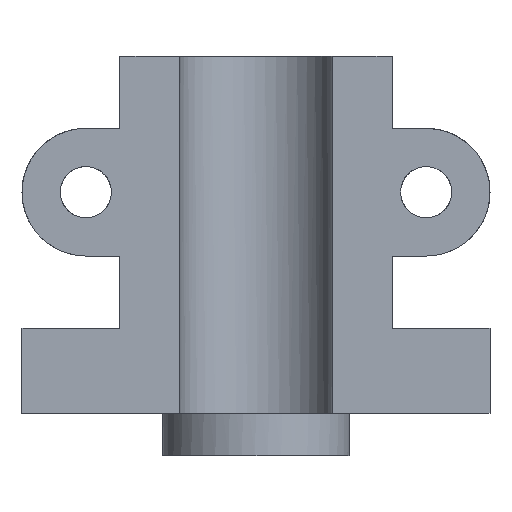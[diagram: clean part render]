
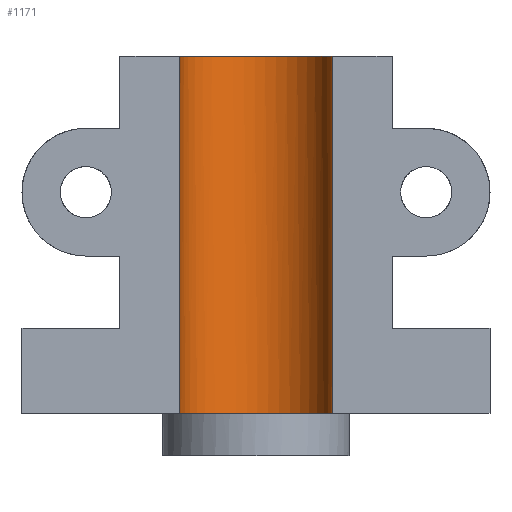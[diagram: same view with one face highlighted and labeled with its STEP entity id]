
A CAD part, front view. The second image highlights one B-rep face of the part: STEP entity #1171.
In plain terms, the highlighted free-form (B-spline) face has degree [2, 1] with [5, 2] control points.
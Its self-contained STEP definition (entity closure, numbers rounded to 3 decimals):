
#1171 = ADVANCED_FACE('',(#1172),#1208,.T.);
#1172 = FACE_BOUND('',#1173,.T.);
#1173 = EDGE_LOOP('',(#1174,#1183,#1193,#1200));
#1174 = ORIENTED_EDGE('',*,*,#1175,.F.);
#1175 = EDGE_CURVE('',#1176,#1178,#1180,.T.);
#1176 = VERTEX_POINT('',#1177);
#1177 = CARTESIAN_POINT('',(21.439,0.,
    0.));
#1178 = VERTEX_POINT('',#1179);
#1179 = CARTESIAN_POINT('',(21.439,0.,-100.048));
#1180 = B_SPLINE_CURVE_WITH_KNOTS('',1,(#1181,#1182),.UNSPECIFIED.,.F.,
  .F.,(2,2),(0.,84.),.PIECEWISE_BEZIER_KNOTS.);
#1181 = CARTESIAN_POINT('',(21.439,0.,0.));
#1182 = CARTESIAN_POINT('',(21.439,0.,-100.048));
#1183 = ORIENTED_EDGE('',*,*,#1184,.F.);
#1184 = EDGE_CURVE('',#1185,#1176,#1187,.T.);
#1185 = VERTEX_POINT('',#1186);
#1186 = CARTESIAN_POINT('',(-21.439,0.,
    0.));
#1187 = ( BOUNDED_CURVE() B_SPLINE_CURVE(2,(#1188,#1189,#1190,#1191,
#1192),.UNSPECIFIED.,.F.,.F.) B_SPLINE_CURVE_WITH_KNOTS((3,2,3),(0.,
1.571,3.142),.PIECEWISE_BEZIER_KNOTS.) CURVE() 
GEOMETRIC_REPRESENTATION_ITEM() RATIONAL_B_SPLINE_CURVE((1.,
0.707,1.,0.707,1.)) REPRESENTATION_ITEM('') );
#1188 = CARTESIAN_POINT('',(-21.439,0.,
    0.));
#1189 = CARTESIAN_POINT('',(-21.439,21.439,
    0.));
#1190 = CARTESIAN_POINT('',(0.,21.439,
    0.));
#1191 = CARTESIAN_POINT('',(21.439,21.439,
    0.));
#1192 = CARTESIAN_POINT('',(21.439,0.,
    0.));
#1193 = ORIENTED_EDGE('',*,*,#1194,.F.);
#1194 = EDGE_CURVE('',#1195,#1185,#1197,.T.);
#1195 = VERTEX_POINT('',#1196);
#1196 = CARTESIAN_POINT('',(-21.439,0.,
    -100.048));
#1197 = B_SPLINE_CURVE_WITH_KNOTS('',1,(#1198,#1199),.UNSPECIFIED.,.F.,
  .F.,(2,2),(0.,84.),.PIECEWISE_BEZIER_KNOTS.);
#1198 = CARTESIAN_POINT('',(-21.439,0.,-100.048));
#1199 = CARTESIAN_POINT('',(-21.439,0.,0.));
#1200 = ORIENTED_EDGE('',*,*,#1201,.F.);
#1201 = EDGE_CURVE('',#1178,#1195,#1202,.T.);
#1202 = ( BOUNDED_CURVE() B_SPLINE_CURVE(2,(#1203,#1204,#1205,#1206,
#1207),.UNSPECIFIED.,.F.,.F.) B_SPLINE_CURVE_WITH_KNOTS((3,2,3),(0.,
1.571,3.142),.PIECEWISE_BEZIER_KNOTS.) CURVE() 
GEOMETRIC_REPRESENTATION_ITEM() RATIONAL_B_SPLINE_CURVE((1.,
0.707,1.,0.707,1.)) REPRESENTATION_ITEM('') );
#1203 = CARTESIAN_POINT('',(21.439,0.,-100.048));
#1204 = CARTESIAN_POINT('',(21.439,21.439,
    -100.048));
#1205 = CARTESIAN_POINT('',(0.,21.439,
    -100.048));
#1206 = CARTESIAN_POINT('',(-21.439,21.439,
    -100.048));
#1207 = CARTESIAN_POINT('',(-21.439,0.,
    -100.048));
#1208 = ( BOUNDED_SURFACE() B_SPLINE_SURFACE(2,1,(
    (#1209,#1210)
    ,(#1211,#1212)
    ,(#1213,#1214)
    ,(#1215,#1216)
    ,(#1217,#1218
)),.UNSPECIFIED.,.F.,.F.,.F.) B_SPLINE_SURFACE_WITH_KNOTS((3,2,3),(2,2),
  (3.142,4.712,6.283),(0.,84.),
.PIECEWISE_BEZIER_KNOTS.) GEOMETRIC_REPRESENTATION_ITEM() 
RATIONAL_B_SPLINE_SURFACE((
    (1.,1.)
    ,(0.707,0.707)
    ,(1.,1.)
    ,(0.707,0.707)
,(1.,1.))) REPRESENTATION_ITEM('') SURFACE() );
#1209 = CARTESIAN_POINT('',(-21.439,0.,
    -100.048));
#1210 = CARTESIAN_POINT('',(-21.439,0.,
    0.));
#1211 = CARTESIAN_POINT('',(-21.439,21.439,
    -100.048));
#1212 = CARTESIAN_POINT('',(-21.439,21.439,
    0.));
#1213 = CARTESIAN_POINT('',(0.,21.439,
    -100.048));
#1214 = CARTESIAN_POINT('',(0.,21.439,
    0.));
#1215 = CARTESIAN_POINT('',(21.439,21.439,
    -100.048));
#1216 = CARTESIAN_POINT('',(21.439,21.439,
    0.));
#1217 = CARTESIAN_POINT('',(21.439,0.,
    -100.048));
#1218 = CARTESIAN_POINT('',(21.439,0.,
    0.));
